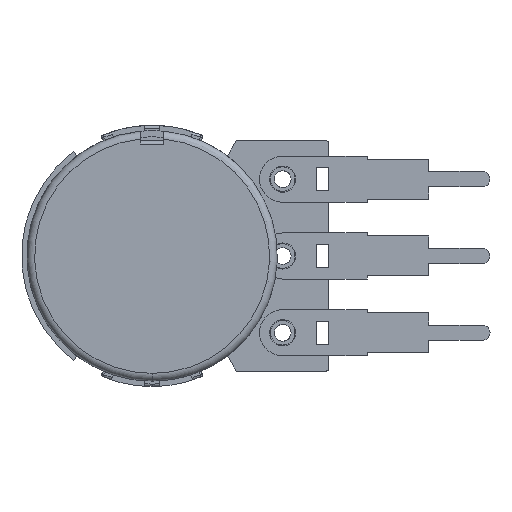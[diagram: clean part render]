
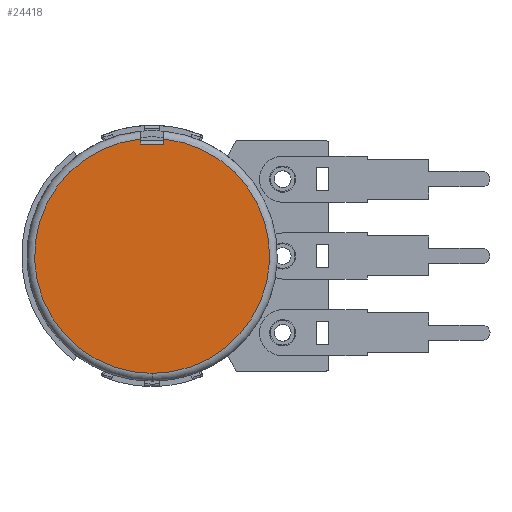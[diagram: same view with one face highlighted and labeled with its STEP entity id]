
A CAD part, left-side view. The second image highlights one B-rep face of the part: STEP entity #24418.
In plain terms, the highlighted planar face has unit normal (-1, 0, 0).
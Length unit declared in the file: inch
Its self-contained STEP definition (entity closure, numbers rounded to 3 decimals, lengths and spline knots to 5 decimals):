
#171 = ORIENTED_EDGE ( 'NONE', *, *, #21428, .F. ) ;
#483 = EDGE_CURVE ( 'NONE', #12195, #25987, #21878, .T. ) ;
#971 = CARTESIAN_POINT ( 'NONE',  ( -0.6638, -0.17064, 0.9286 ) ) ;
#1412 = DIRECTION ( 'NONE',  ( 0., 0., -1. ) ) ;
#2822 = DIRECTION ( 'NONE',  ( 1., 0., 0. ) ) ;
#3257 = FACE_OUTER_BOUND ( 'NONE', #6741, .T. ) ;
#3297 = VERTEX_POINT ( 'NONE', #24542 ) ;
#6191 = ORIENTED_EDGE ( 'NONE', *, *, #12455, .F. ) ;
#6741 = EDGE_LOOP ( 'NONE', ( #19680, #25424, #23263, #171, #6191 ) ) ;
#7636 = CARTESIAN_POINT ( 'NONE',  ( -0.6638, -0.17064, 1.31836 ) ) ;
#7924 = CARTESIAN_POINT ( 'NONE',  ( -0.6638, -0.17064, 0.94146 ) ) ;
#8282 = CIRCLE ( 'NONE', #9663, 0.30118 ) ;
#8376 = AXIS2_PLACEMENT_3D ( 'NONE', #11877, #20806, #1412 ) ;
#9486 = DIRECTION ( 'NONE',  ( 0., 0., -1. ) ) ;
#9663 = AXIS2_PLACEMENT_3D ( 'NONE', #15854, #24528, #9486 ) ;
#11794 = CARTESIAN_POINT ( 'NONE',  ( -0.6638, -0.11159, 0.94146 ) ) ;
#11877 = CARTESIAN_POINT ( 'NONE',  ( -0.6638, -0.97652, 1.31836 ) ) ;
#12195 = VERTEX_POINT ( 'NONE', #17278 ) ;
#12455 = EDGE_CURVE ( 'NONE', #25987, #16561, #16526, .T. ) ;
#13813 = EDGE_CURVE ( 'NONE', #3297, #19343, #15380, .T. ) ;
#13840 = VECTOR ( 'NONE', #17880, 39.37008 ) ;
#14806 = EDGE_CURVE ( 'NONE', #19343, #12195, #15477, .T. ) ;
#15380 = CIRCLE ( 'NONE', #22650, 0.30118 ) ;
#15477 = LINE ( 'NONE', #17459, #20413 ) ;
#15854 = CARTESIAN_POINT ( 'NONE',  ( -0.6638, -0.14111, 0.64173 ) ) ;
#16526 = LINE ( 'NONE', #7636, #25046 ) ;
#16561 = VERTEX_POINT ( 'NONE', #7924 ) ;
#17278 = CARTESIAN_POINT ( 'NONE',  ( -0.6638, -0.11159, 0.9286 ) ) ;
#17459 = CARTESIAN_POINT ( 'NONE',  ( -0.6638, -0.11159, 1.31836 ) ) ;
#17880 = DIRECTION ( 'NONE',  ( 0., -1., 0. ) ) ;
#18946 = DIRECTION ( 'NONE',  ( 0., 0., 1. ) ) ;
#19343 = VERTEX_POINT ( 'NONE', #11794 ) ;
#19680 = ORIENTED_EDGE ( 'NONE', *, *, #483, .F. ) ;
#20082 = CARTESIAN_POINT ( 'NONE',  ( -0.6638, -0.14111, 0.64173 ) ) ;
#20369 = DIRECTION ( 'NONE',  ( 0., 0., -1. ) ) ;
#20413 = VECTOR ( 'NONE', #26128, 39.37008 ) ;
#20806 = DIRECTION ( 'NONE',  ( 1., 0., 0. ) ) ;
#20942 = PLANE ( 'NONE',  #8376 ) ;
#21428 = EDGE_CURVE ( 'NONE', #16561, #3297, #8282, .T. ) ;
#21878 = LINE ( 'NONE', #22148, #13840 ) ;
#22148 = CARTESIAN_POINT ( 'NONE',  ( -0.6638, -0.97652, 0.9286 ) ) ;
#22650 = AXIS2_PLACEMENT_3D ( 'NONE', #20082, #2822, #20369 ) ;
#23263 = ORIENTED_EDGE ( 'NONE', *, *, #13813, .F. ) ;
#24418 = ADVANCED_FACE ( 'NONE', ( #3257 ), #20942, .F. ) ;
#24528 = DIRECTION ( 'NONE',  ( 1., 0., 0. ) ) ;
#24542 = CARTESIAN_POINT ( 'NONE',  ( -0.6638, -0.14111, 0.34055 ) ) ;
#25046 = VECTOR ( 'NONE', #18946, 39.37008 ) ;
#25424 = ORIENTED_EDGE ( 'NONE', *, *, #14806, .F. ) ;
#25987 = VERTEX_POINT ( 'NONE', #971 ) ;
#26128 = DIRECTION ( 'NONE',  ( 0., 0., -1. ) ) ;
